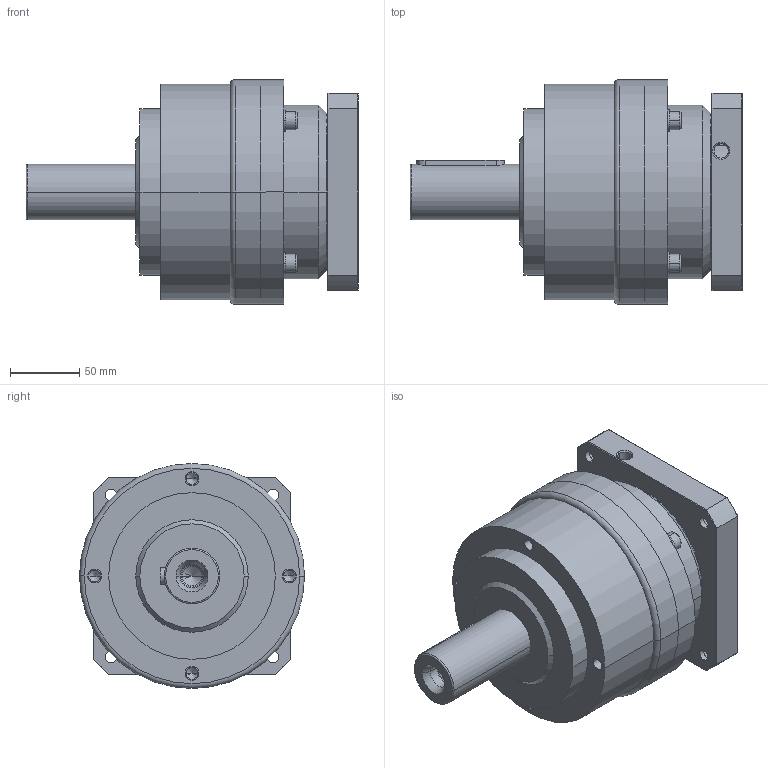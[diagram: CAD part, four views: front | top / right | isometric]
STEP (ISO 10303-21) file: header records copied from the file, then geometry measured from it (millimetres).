
FILE_DESCRIPTION((''),'2;1');
FILE_NAME('AE1551-P0403500401_ASM','2008-09-11T',('d00080'),(''),'PRO/ENGINEER BY PARAMETRIC TECHNOLOGY CORPORATION, 2006170','PRO/ENGINEER BY PARAMETRIC TECHNOLOGY CORPORATION, 2006170','');
FILE_SCHEMA(('CONFIG_CONTROL_DESIGN'));
Length unit declared in the file: millimetre
Products named in the file (7): AE155-1; P1302500001; 233100005; 220100804; COVER-SET-5_ASM; P0403500401; AE1551-P0403500401_ASM
Assembly tree (12 placements, depth 3):
  AE1551-P0403500401_ASM
    AE155-1
    COVER-SET-5_ASM
      P1302500001
      233100005  x4
      220100804  x4
    P0403500401
Bounding box: 239 x 162 x 162 mm (x, y, z)
Volume: 2596460.9 mm3; surface area: 253309.7 mm2
Topology: 11 solids, 21 shells, 384 faces, 856 edges, 523 vertices
Faces by surface type: cylinder 167, plane 125, cone 70, torus 22
Entity records: 8102 total; most frequent: DIRECTION 1526, CARTESIAN_POINT 1488, ORIENTED_EDGE 1184, AXIS2_PLACEMENT_3D 641, EDGE_CURVE 612, VERTEX_POINT 385, EDGE_LOOP 341, CIRCLE 339
